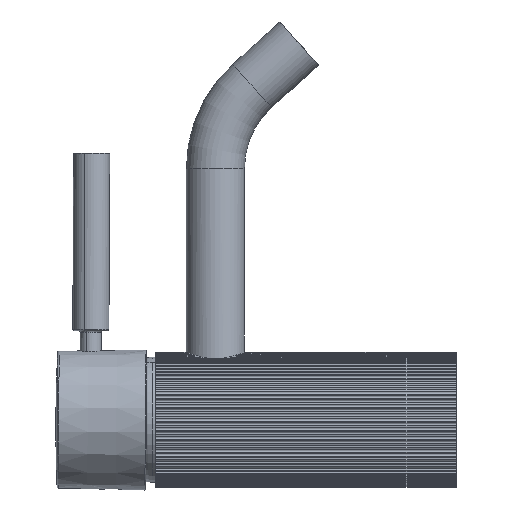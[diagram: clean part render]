
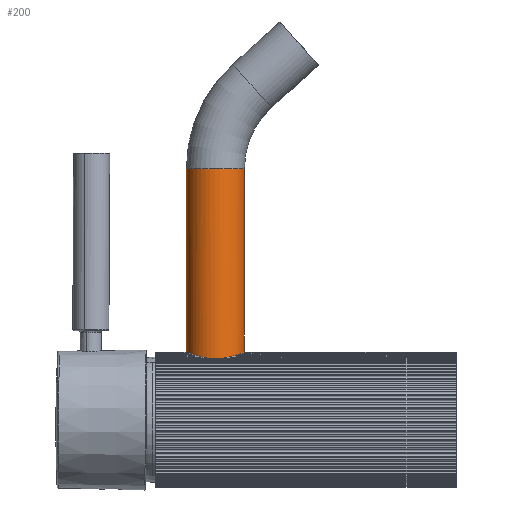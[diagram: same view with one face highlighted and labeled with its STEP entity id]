
A CAD part, left-side view. The second image highlights one B-rep face of the part: STEP entity #200.
In plain terms, the highlighted cylindrical face has radius 9.65 mm (diameter 19.3 mm), a partial arc.
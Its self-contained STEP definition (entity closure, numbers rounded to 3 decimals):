
#200 = ADVANCED_FACE ( 'NONE', ( #1925 ), #8994, .T. ) ;
#298 = CARTESIAN_POINT ( 'NONE',  ( 1.972, 28.655, 4.856 ) ) ;
#545 = EDGE_CURVE ( 'NONE', #8525, #10094, #7865, .T. ) ;
#585 = CARTESIAN_POINT ( 'NONE',  ( 2.5, 27.35, 0.323 ) ) ;
#682 = DIRECTION ( 'NONE',  ( -1., 0., 0. ) ) ;
#1177 = CARTESIAN_POINT ( 'NONE',  ( 1.971, 45.345, 4.856 ) ) ;
#1232 = CARTESIAN_POINT ( 'NONE',  ( 2.493, 46.634, 0.636 ) ) ;
#1308 = EDGE_LOOP ( 'NONE', ( #10402, #2770, #8421, #6562 ) ) ;
#1350 = CARTESIAN_POINT ( 'NONE',  ( 0.473, 39.534, 9.333 ) ) ;
#1408 = CARTESIAN_POINT ( 'NONE',  ( 0.772, 41.292, 8.649 ) ) ;
#1589 = B_SPLINE_CURVE_WITH_KNOTS ( 'NONE', 3,
 ( #3201, #8470, #1232, #2298, #4893, #9484, #7525, #11141, #5005, #1177, #6532, #10310, #3892, #5881, #7645, #6646, #3074, #10253, #2245, #1408, #7584, #5763, #1350, #8413, #2178, #4951, #4015, #3835, #3139, #6704, #8532, #7410, #11026, #4075, #10128, #2063, #5649, #9239, #4773, #8351, #298, #7465, #11089, #6586, #2122, #5709, #10433, #6820, #585, #10662 ),
 .UNSPECIFIED., .F., .F.,
 ( 4, 2, 2, 2, 2, 2, 2, 2, 2, 2, 2, 2, 2, 2, 2, 2, 2, 2, 2, 2, 2, 2, 2, 2, 4 ),
 ( 0.031, 0.031, 0.032, 0.034, 0.035, 0.036, 0.037, 0.038, 0.04, 0.041, 0.042, 0.044, 0.045, 0.046, 0.048, 0.05, 0.052, 0.053, 0.054, 0.055, 0.056, 0.057, 0.059, 0.06, 0.061 ),
 .UNSPECIFIED. ) ;
#1914 = DIRECTION ( 'NONE',  ( 0., -1., 0. ) ) ;
#1925 = FACE_OUTER_BOUND ( 'NONE', #1308, .T. ) ;
#2063 = CARTESIAN_POINT ( 'NONE',  ( 1.51, 29.959, 6.606 ) ) ;
#2122 = CARTESIAN_POINT ( 'NONE',  ( 2.366, 27.666, 2.532 ) ) ;
#2178 = CARTESIAN_POINT ( 'NONE',  ( 0.363, 38.279, 9.57 ) ) ;
#2245 = CARTESIAN_POINT ( 'NONE',  ( 0.894, 41.849, 8.349 ) ) ;
#2298 = CARTESIAN_POINT ( 'NONE',  ( 2.466, 46.571, 1.275 ) ) ;
#2770 = ORIENTED_EDGE ( 'NONE', *, *, #545, .T. ) ;
#3074 = CARTESIAN_POINT ( 'NONE',  ( 1.157, 42.893, 7.667 ) ) ;
#3138 = CARTESIAN_POINT ( 'NONE',  ( 63.452, 27.35, 0. ) ) ;
#3139 = CARTESIAN_POINT ( 'NONE',  ( 0.355, 35.733, 9.588 ) ) ;
#3201 = CARTESIAN_POINT ( 'NONE',  ( 2.5, 46.65, 0. ) ) ;
#3286 = VECTOR ( 'NONE', #6703, 1000. ) ;
#3301 = CARTESIAN_POINT ( 'NONE',  ( 63.452, 46.65, 0. ) ) ;
#3835 = CARTESIAN_POINT ( 'NONE',  ( 0.325, 36.367, 9.65 ) ) ;
#3892 = CARTESIAN_POINT ( 'NONE',  ( 1.716, 44.648, 5.893 ) ) ;
#4015 = CARTESIAN_POINT ( 'NONE',  ( 0.326, 37.322, 9.65 ) ) ;
#4075 = CARTESIAN_POINT ( 'NONE',  ( 1.157, 31.105, 7.665 ) ) ;
#4430 = VERTEX_POINT ( 'NONE', #10047 ) ;
#4773 = CARTESIAN_POINT ( 'NONE',  ( 1.783, 29.164, 5.64 ) ) ;
#4893 = CARTESIAN_POINT ( 'NONE',  ( 2.446, 46.523, 1.594 ) ) ;
#4951 = CARTESIAN_POINT ( 'NONE',  ( 0.333, 37.64, 9.634 ) ) ;
#5005 = CARTESIAN_POINT ( 'NONE',  ( 2.087, 45.644, 4.301 ) ) ;
#5649 = CARTESIAN_POINT ( 'NONE',  ( 1.58, 29.747, 6.373 ) ) ;
#5709 = CARTESIAN_POINT ( 'NONE',  ( 2.445, 27.478, 1.6 ) ) ;
#5763 = CARTESIAN_POINT ( 'NONE',  ( 0.558, 40.135, 9.148 ) ) ;
#5771 = CARTESIAN_POINT ( 'NONE',  ( 63.452, 27.35, 0. ) ) ;
#5881 = CARTESIAN_POINT ( 'NONE',  ( 1.579, 44.251, 6.375 ) ) ;
#6532 = CARTESIAN_POINT ( 'NONE',  ( 1.91, 45.183, 5.124 ) ) ;
#6562 = ORIENTED_EDGE ( 'NONE', *, *, #6772, .F. ) ;
#6586 = CARTESIAN_POINT ( 'NONE',  ( 2.288, 27.851, 3.136 ) ) ;
#6646 = CARTESIAN_POINT ( 'NONE',  ( 1.297, 43.374, 7.273 ) ) ;
#6703 = DIRECTION ( 'NONE',  ( -1., 0., 0. ) ) ;
#6704 = CARTESIAN_POINT ( 'NONE',  ( 0.473, 34.472, 9.335 ) ) ;
#6753 = CARTESIAN_POINT ( 'NONE',  ( 63.452, 46.65, 0. ) ) ;
#6772 = EDGE_CURVE ( 'NONE', #9217, #4430, #11199, .T. ) ;
#6820 = CARTESIAN_POINT ( 'NONE',  ( 2.493, 27.366, 0.647 ) ) ;
#7165 = CARTESIAN_POINT ( 'NONE',  ( 63.452, 37., 0. ) ) ;
#7410 = CARTESIAN_POINT ( 'NONE',  ( 0.767, 32.705, 8.664 ) ) ;
#7465 = CARTESIAN_POINT ( 'NONE',  ( 2.087, 28.357, 4.303 ) ) ;
#7525 = CARTESIAN_POINT ( 'NONE',  ( 2.288, 46.148, 3.136 ) ) ;
#7584 = CARTESIAN_POINT ( 'NONE',  ( 0.715, 41.006, 8.785 ) ) ;
#7645 = CARTESIAN_POINT ( 'NONE',  ( 1.509, 44.039, 6.609 ) ) ;
#7658 = CIRCLE ( 'NONE', #8867, 9.65 ) ;
#7865 = LINE ( 'NONE', #3301, #9340 ) ;
#8105 = DIRECTION ( 'NONE',  ( 0., -1., 0. ) ) ;
#8351 = CARTESIAN_POINT ( 'NONE',  ( 1.911, 28.816, 5.123 ) ) ;
#8376 = DIRECTION ( 'NONE',  ( 1., 0., 0. ) ) ;
#8413 = CARTESIAN_POINT ( 'NONE',  ( 0.386, 38.599, 9.522 ) ) ;
#8421 = ORIENTED_EDGE ( 'NONE', *, *, #11120, .T. ) ;
#8470 = CARTESIAN_POINT ( 'NONE',  ( 2.5, 46.65, 0.318 ) ) ;
#8525 = VERTEX_POINT ( 'NONE', #6753 ) ;
#8532 = CARTESIAN_POINT ( 'NONE',  ( 0.558, 33.867, 9.149 ) ) ;
#8867 = AXIS2_PLACEMENT_3D ( 'NONE', #11166, #8376, #1914 ) ;
#8951 = AXIS2_PLACEMENT_3D ( 'NONE', #7165, #9162, #8105 ) ;
#8994 = CYLINDRICAL_SURFACE ( 'NONE', #8951, 9.65 ) ;
#9162 = DIRECTION ( 'NONE',  ( -1., 0., 0. ) ) ;
#9217 = VERTEX_POINT ( 'NONE', #5771 ) ;
#9239 = CARTESIAN_POINT ( 'NONE',  ( 1.717, 29.35, 5.89 ) ) ;
#9340 = VECTOR ( 'NONE', #682, 1000. ) ;
#9484 = CARTESIAN_POINT ( 'NONE',  ( 2.366, 46.334, 2.532 ) ) ;
#9538 = CARTESIAN_POINT ( 'NONE',  ( 2.5, 46.65, 0. ) ) ;
#10047 = CARTESIAN_POINT ( 'NONE',  ( 2.5, 27.35, 0. ) ) ;
#10094 = VERTEX_POINT ( 'NONE', #9538 ) ;
#10128 = CARTESIAN_POINT ( 'NONE',  ( 1.298, 30.624, 7.271 ) ) ;
#10253 = CARTESIAN_POINT ( 'NONE',  ( 0.958, 42.117, 8.188 ) ) ;
#10310 = CARTESIAN_POINT ( 'NONE',  ( 1.783, 44.835, 5.643 ) ) ;
#10402 = ORIENTED_EDGE ( 'NONE', *, *, #10695, .F. ) ;
#10433 = CARTESIAN_POINT ( 'NONE',  ( 2.466, 27.431, 1.285 ) ) ;
#10662 = CARTESIAN_POINT ( 'NONE',  ( 2.5, 27.35, 0. ) ) ;
#10695 = EDGE_CURVE ( 'NONE', #8525, #9217, #7658, .T. ) ;
#11026 = CARTESIAN_POINT ( 'NONE',  ( 0.892, 32.143, 8.362 ) ) ;
#11089 = CARTESIAN_POINT ( 'NONE',  ( 2.141, 28.22, 4.016 ) ) ;
#11120 = EDGE_CURVE ( 'NONE', #10094, #4430, #1589, .T. ) ;
#11141 = CARTESIAN_POINT ( 'NONE',  ( 2.141, 45.782, 4.013 ) ) ;
#11166 = CARTESIAN_POINT ( 'NONE',  ( 63.452, 37., 0. ) ) ;
#11199 = LINE ( 'NONE', #3138, #3286 ) ;
